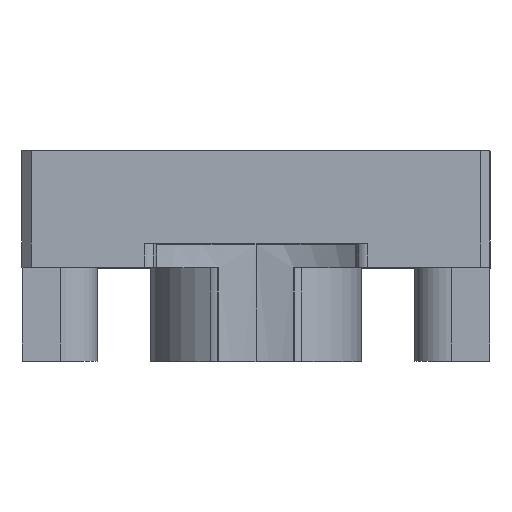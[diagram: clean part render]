
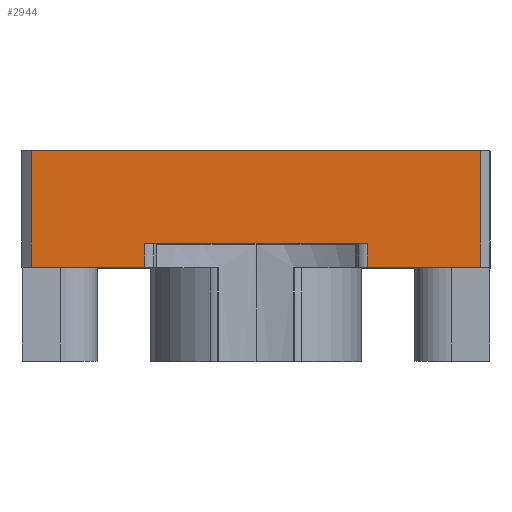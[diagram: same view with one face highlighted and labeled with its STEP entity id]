
A CAD part, top view. The second image highlights one B-rep face of the part: STEP entity #2944.
In plain terms, the highlighted planar face has unit normal (0, 0, 1).
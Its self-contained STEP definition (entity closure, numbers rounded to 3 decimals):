
#3 = CARTESIAN_POINT ( 'NONE',  ( -19.2, 0., 40. ) ) ;
#109 = EDGE_CURVE ( 'NONE', #1016, #4680, #3184, .T. ) ;
#242 = VECTOR ( 'NONE', #2808, 1000. ) ;
#301 = CARTESIAN_POINT ( 'NONE',  ( -19.2, 0., 40. ) ) ;
#404 = LINE ( 'NONE', #3469, #4558 ) ;
#440 = CARTESIAN_POINT ( 'NONE',  ( -19.2, 0., 40. ) ) ;
#446 = LINE ( 'NONE', #2298, #2411 ) ;
#626 = CARTESIAN_POINT ( 'NONE',  ( 19.2, 0., 40. ) ) ;
#896 = EDGE_CURVE ( 'NONE', #4727, #2354, #2841, .T. ) ;
#1016 = VERTEX_POINT ( 'NONE', #2454 ) ;
#1173 = CARTESIAN_POINT ( 'NONE',  ( 9.5, 0., 40. ) ) ;
#1303 = LINE ( 'NONE', #2796, #3703 ) ;
#1367 = LINE ( 'NONE', #301, #4231 ) ;
#1472 = VERTEX_POINT ( 'NONE', #4486 ) ;
#1506 = VECTOR ( 'NONE', #1592, 1000. ) ;
#1515 = VERTEX_POINT ( 'NONE', #1173 ) ;
#1562 = CARTESIAN_POINT ( 'NONE',  ( -19.2, 10., 40. ) ) ;
#1592 = DIRECTION ( 'NONE',  ( 0., 1., 0. ) ) ;
#1731 = VECTOR ( 'NONE', #2059, 1000. ) ;
#1872 = EDGE_CURVE ( 'NONE', #4727, #4680, #446, .T. ) ;
#1939 = PLANE ( 'NONE',  #2531 ) ;
#2043 = VERTEX_POINT ( 'NONE', #1562 ) ;
#2059 = DIRECTION ( 'NONE',  ( 0., 1., 0. ) ) ;
#2065 = DIRECTION ( 'NONE',  ( 1., 0., 0. ) ) ;
#2128 = ORIENTED_EDGE ( 'NONE', *, *, #2470, .F. ) ;
#2159 = ORIENTED_EDGE ( 'NONE', *, *, #109, .T. ) ;
#2248 = VERTEX_POINT ( 'NONE', #3118 ) ;
#2298 = CARTESIAN_POINT ( 'NONE',  ( -9.5, 0., 40. ) ) ;
#2354 = VERTEX_POINT ( 'NONE', #4448 ) ;
#2411 = VECTOR ( 'NONE', #2989, 1000. ) ;
#2453 = CARTESIAN_POINT ( 'NONE',  ( -19.2, 0., 40. ) ) ;
#2454 = CARTESIAN_POINT ( 'NONE',  ( -19.2, 0., 40. ) ) ;
#2462 = CARTESIAN_POINT ( 'NONE',  ( -9.6, 2., 40. ) ) ;
#2470 = EDGE_CURVE ( 'NONE', #1515, #2354, #404, .T. ) ;
#2473 = ORIENTED_EDGE ( 'NONE', *, *, #4891, .F. ) ;
#2520 = ORIENTED_EDGE ( 'NONE', *, *, #896, .T. ) ;
#2529 = EDGE_CURVE ( 'NONE', #2043, #2248, #1303, .T. ) ;
#2531 = AXIS2_PLACEMENT_3D ( 'NONE', #3, #2669, #4166 ) ;
#2573 = DIRECTION ( 'NONE',  ( 1., 0., 0. ) ) ;
#2669 = DIRECTION ( 'NONE',  ( 0., 0., 1. ) ) ;
#2796 = CARTESIAN_POINT ( 'NONE',  ( -19.2, 10., 40. ) ) ;
#2808 = DIRECTION ( 'NONE',  ( 1., 0., 0. ) ) ;
#2823 = EDGE_CURVE ( 'NONE', #1472, #2248, #3494, .T. ) ;
#2841 = LINE ( 'NONE', #2462, #3133 ) ;
#2869 = DIRECTION ( 'NONE',  ( 1., 0., 0. ) ) ;
#2936 = ORIENTED_EDGE ( 'NONE', *, *, #2823, .T. ) ;
#2944 = ADVANCED_FACE ( 'NONE', ( #3097 ), #1939, .T. ) ;
#2989 = DIRECTION ( 'NONE',  ( 0., -1., 0. ) ) ;
#3080 = DIRECTION ( 'NONE',  ( 0., 1., 0. ) ) ;
#3097 = FACE_OUTER_BOUND ( 'NONE', #3920, .T. ) ;
#3118 = CARTESIAN_POINT ( 'NONE',  ( 19.2, 10., 40. ) ) ;
#3133 = VECTOR ( 'NONE', #2065, 1000. ) ;
#3184 = LINE ( 'NONE', #440, #242 ) ;
#3469 = CARTESIAN_POINT ( 'NONE',  ( 9.5, 0., 40. ) ) ;
#3494 = LINE ( 'NONE', #626, #1506 ) ;
#3624 = LINE ( 'NONE', #2453, #1731 ) ;
#3671 = ORIENTED_EDGE ( 'NONE', *, *, #3905, .T. ) ;
#3672 = ORIENTED_EDGE ( 'NONE', *, *, #1872, .F. ) ;
#3703 = VECTOR ( 'NONE', #2869, 1000. ) ;
#3849 = CARTESIAN_POINT ( 'NONE',  ( -9.5, 0., 40. ) ) ;
#3905 = EDGE_CURVE ( 'NONE', #1515, #1472, #1367, .T. ) ;
#3920 = EDGE_LOOP ( 'NONE', ( #2520, #2128, #3671, #2936, #4040, #2473, #2159, #3672 ) ) ;
#4040 = ORIENTED_EDGE ( 'NONE', *, *, #2529, .F. ) ;
#4166 = DIRECTION ( 'NONE',  ( 0., 1., 0. ) ) ;
#4231 = VECTOR ( 'NONE', #2573, 1000. ) ;
#4448 = CARTESIAN_POINT ( 'NONE',  ( 9.5, 2., 40. ) ) ;
#4486 = CARTESIAN_POINT ( 'NONE',  ( 19.2, 0., 40. ) ) ;
#4558 = VECTOR ( 'NONE', #3080, 1000. ) ;
#4576 = CARTESIAN_POINT ( 'NONE',  ( -9.5, 2., 40. ) ) ;
#4680 = VERTEX_POINT ( 'NONE', #3849 ) ;
#4727 = VERTEX_POINT ( 'NONE', #4576 ) ;
#4891 = EDGE_CURVE ( 'NONE', #1016, #2043, #3624, .T. ) ;
